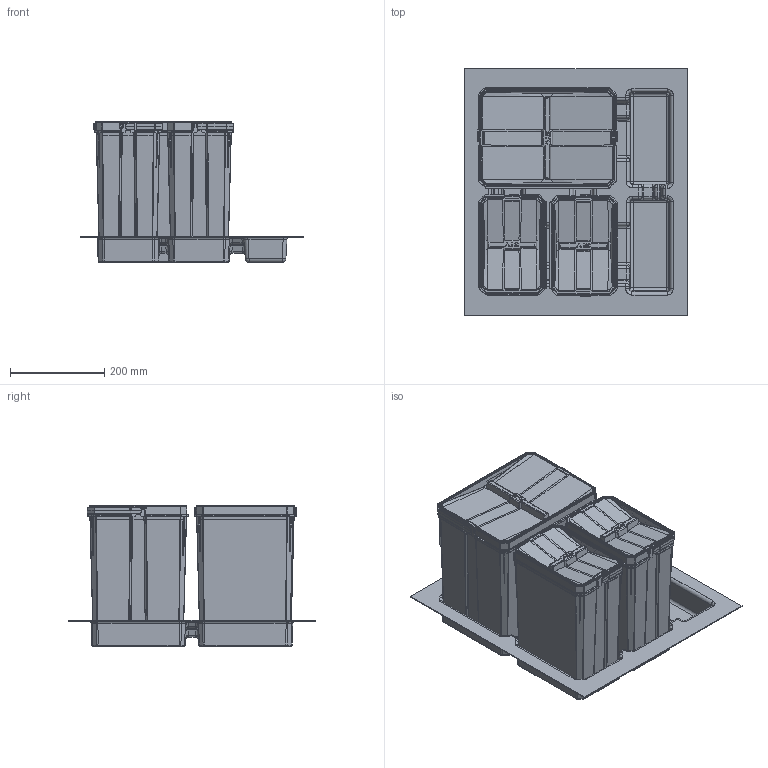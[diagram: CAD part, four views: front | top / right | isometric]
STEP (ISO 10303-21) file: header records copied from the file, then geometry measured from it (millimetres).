
FILE_DESCRIPTION(/* description */ (''),/* implementation_level */ '2;1');
FILE_NAME(/* name */ 'PB-AS-600-1X15L-2X7L.stp',/* time_stamp */ '2023-06-27T16:01:43+02:00',/* author */ ('tomaszw'),/* organization */ (''),/* preprocessor_version */ 'ST-DEVELOPER v19.2',/* originating_system */ 'Autodesk Inventor 2023',/* authorisation */ '');
FILE_SCHEMA (('AUTOMOTIVE_DESIGN { 1 0 10303 214 3 1 1 }'));
Products named in the file (10): Zestawienie tacek; T_524x474_01_Taca; KOSZ_15_26.01.2022; kosz_15_rączka; kosz_15_pokrywka; kosz_15_wiadro; KOSZ_7_26.01.2022.; kosz_7_wiadro; kosz_7_pokrywka; kosz_7_rączka
Assembly tree (10 placements, depth 3):
  Zestawienie tacek
    T_524x474_01_Taca
    KOSZ_15_26.01.2022
      kosz_15_rączka
      kosz_15_pokrywka
      kosz_15_wiadro
    KOSZ_7_26.01.2022.  x2
      kosz_7_wiadro
      kosz_7_pokrywka
      kosz_7_rączka
Bounding box: 474 x 524 x 299.44 mm (x, y, z)
Volume: 2247137.8 mm3; surface area: 2602606.5 mm2
Topology: 10 solids, 10 shells, 5766 faces, 14518 edges, 8748 vertices
Faces by surface type: cylinder 2251, plane 1850, bspline 1260, sphere 256, cone 77, torus 72
Full cylindrical faces by diameter (mm): 4.6 x6, 7.5 x6, 8 x1
Entity records: 175249 total; most frequent: CARTESIAN_POINT 74677, ORIENTED_EDGE 20868, DIRECTION 19529, EDGE_CURVE 10434, AXIS2_PLACEMENT_3D 6990, VERTEX_POINT 6323, LINE 5549, VECTOR 5549
